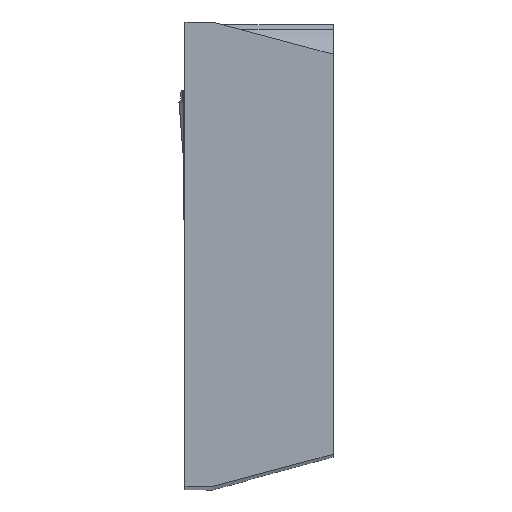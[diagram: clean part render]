
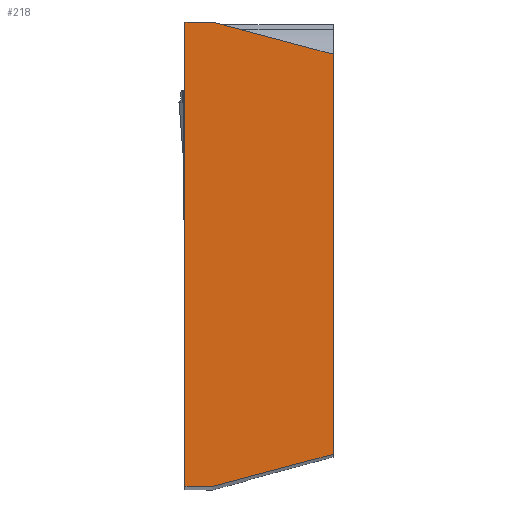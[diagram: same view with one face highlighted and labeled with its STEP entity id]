
A CAD part, top view. The second image highlights one B-rep face of the part: STEP entity #218.
In plain terms, the highlighted planar face has unit normal (0, 0, 1).
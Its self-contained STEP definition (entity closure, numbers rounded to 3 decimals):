
#218=ADVANCED_FACE('CU_SU_BACK',(#344),#300,.F.);
#300=PLANE('',#1767);
#344=FACE_OUTER_BOUND('',#427,.T.);
#427=EDGE_LOOP('',(#585,#586,#587,#588,#589,#590));
#585=ORIENTED_EDGE('',*,*,#1197,.F.);
#586=ORIENTED_EDGE('',*,*,#1181,.F.);
#587=ORIENTED_EDGE('',*,*,#1199,.T.);
#588=ORIENTED_EDGE('',*,*,#1150,.T.);
#589=ORIENTED_EDGE('',*,*,#1188,.F.);
#590=ORIENTED_EDGE('',*,*,#1200,.F.);
#996=VERTEX_POINT('',#2379);
#997=VERTEX_POINT('',#2381);
#1026=VERTEX_POINT('',#2447);
#1027=VERTEX_POINT('',#2449);
#1032=VERTEX_POINT('',#2461);
#1039=VERTEX_POINT('',#2480);
#1150=EDGE_CURVE('',#997,#996,#1381,.T.);
#1181=EDGE_CURVE('',#1026,#1027,#1399,.T.);
#1188=EDGE_CURVE('',#1032,#996,#1405,.T.);
#1197=EDGE_CURVE('',#1027,#1039,#1412,.T.);
#1199=EDGE_CURVE('',#1026,#997,#1414,.T.);
#1200=EDGE_CURVE('',#1039,#1032,#1415,.T.);
#1381=LINE('',#2380,#1523);
#1399=LINE('',#2448,#1541);
#1405=LINE('',#2462,#1547);
#1412=LINE('',#2479,#1554);
#1414=LINE('',#2483,#1556);
#1415=LINE('',#2484,#1557);
#1523=VECTOR('',#1913,1.);
#1541=VECTOR('',#1959,1.);
#1547=VECTOR('',#1969,1.);
#1554=VECTOR('',#1984,1.);
#1556=VECTOR('',#1988,1.);
#1557=VECTOR('',#1989,1.);
#1767=AXIS2_PLACEMENT_3D('',#2485,#1990,#1991);
#1913=DIRECTION('',(0.966,0.259,0.));
#1959=DIRECTION('',(0.,1.,0.));
#1969=DIRECTION('',(0.,-1.,0.));
#1984=DIRECTION('',(1.,0.,0.));
#1988=DIRECTION('',(1.,0.,0.));
#1989=DIRECTION('',(0.966,-0.259,0.));
#1990=DIRECTION('',(0.,0.,-1.));
#1991=DIRECTION('',(-1.,0.,0.));
#2379=CARTESIAN_POINT('',(8.,2.144,0.));
#2380=CARTESIAN_POINT('',(1.5,0.402,0.));
#2381=CARTESIAN_POINT('',(1.5,0.402,0.));
#2447=CARTESIAN_POINT('',(0.,0.402,0.));
#2448=CARTESIAN_POINT('',(0.,-8.,0.));
#2449=CARTESIAN_POINT('',(0.,25.498,0.));
#2461=CARTESIAN_POINT('',(8.,23.756,0.));
#2462=CARTESIAN_POINT('',(8.,33.9,0.));
#2479=CARTESIAN_POINT('',(0.,25.498,0.));
#2480=CARTESIAN_POINT('',(1.5,25.498,0.));
#2483=CARTESIAN_POINT('',(0.,0.402,0.));
#2484=CARTESIAN_POINT('',(1.5,25.498,0.));
#2485=CARTESIAN_POINT('',(0.,0.,0.));
